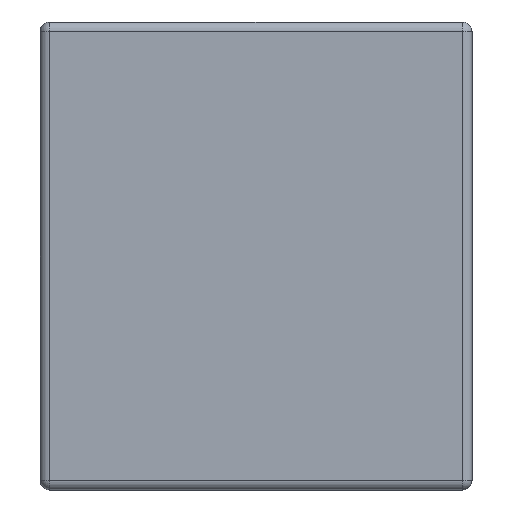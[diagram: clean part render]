
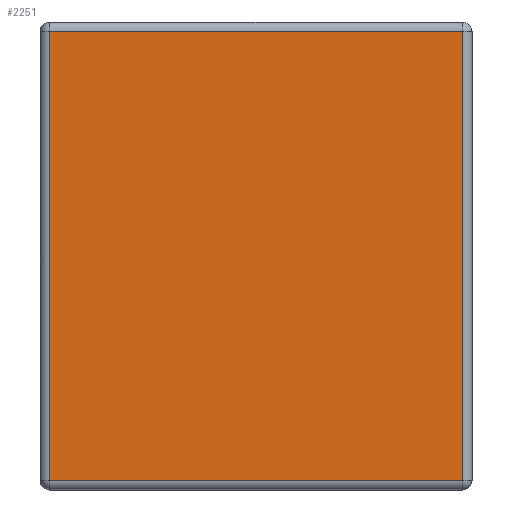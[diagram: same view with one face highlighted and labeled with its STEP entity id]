
A CAD part, left-side view. The second image highlights one B-rep face of the part: STEP entity #2251.
In plain terms, the highlighted planar face has unit normal (-1, 0, 0).
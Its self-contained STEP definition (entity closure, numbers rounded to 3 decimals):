
#98 = DIRECTION ( 'NONE',  ( 0., 0., 1. ) ) ;
#265 = DIRECTION ( 'NONE',  ( 0., 0., 1. ) ) ;
#487 = EDGE_LOOP ( 'NONE', ( #3809, #2789, #3585, #521 ) ) ;
#521 = ORIENTED_EDGE ( 'NONE', *, *, #2748, .T. ) ;
#583 = CARTESIAN_POINT ( 'NONE',  ( 0., 1.759, -1.909 ) ) ;
#631 = VERTEX_POINT ( 'NONE', #2479 ) ;
#676 = CARTESIAN_POINT ( 'NONE',  ( 0., 0.041, -1.909 ) ) ;
#768 = CARTESIAN_POINT ( 'NONE',  ( 0., 0., 0. ) ) ;
#836 = VERTEX_POINT ( 'NONE', #583 ) ;
#856 = DIRECTION ( 'NONE',  ( 0., 0., -1. ) ) ;
#1002 = VERTEX_POINT ( 'NONE', #3025 ) ;
#1037 = VECTOR ( 'NONE', #856, 1000. ) ;
#1142 = DIRECTION ( 'NONE',  ( 0., 1., 0. ) ) ;
#1288 = VERTEX_POINT ( 'NONE', #676 ) ;
#1391 = FACE_OUTER_BOUND ( 'NONE', #487, .T. ) ;
#1423 = VECTOR ( 'NONE', #1142, 1000. ) ;
#1483 = LINE ( 'NONE', #2209, #2134 ) ;
#1489 = LINE ( 'NONE', #3404, #2269 ) ;
#1512 = DIRECTION ( 'NONE',  ( -1., 0., 0. ) ) ;
#1583 = DIRECTION ( 'NONE',  ( 0., -1., 0. ) ) ;
#2134 = VECTOR ( 'NONE', #265, 1000. ) ;
#2209 = CARTESIAN_POINT ( 'NONE',  ( 0., 0.041, 0. ) ) ;
#2251 = ADVANCED_FACE ( 'NONE', ( #1391 ), #4320, .T. ) ;
#2269 = VECTOR ( 'NONE', #1583, 1000. ) ;
#2352 = EDGE_CURVE ( 'NONE', #836, #1288, #1489, .T. ) ;
#2479 = CARTESIAN_POINT ( 'NONE',  ( 0., 0.041, -0.041 ) ) ;
#2613 = EDGE_CURVE ( 'NONE', #631, #1002, #4492, .T. ) ;
#2748 = EDGE_CURVE ( 'NONE', #1002, #836, #4212, .T. ) ;
#2789 = ORIENTED_EDGE ( 'NONE', *, *, #3733, .T. ) ;
#2951 = AXIS2_PLACEMENT_3D ( 'NONE', #768, #1512, #98 ) ;
#3025 = CARTESIAN_POINT ( 'NONE',  ( 0., 1.759, -0.041 ) ) ;
#3309 = CARTESIAN_POINT ( 'NONE',  ( 0., 1.8, -0.041 ) ) ;
#3404 = CARTESIAN_POINT ( 'NONE',  ( 0., 0., -1.909 ) ) ;
#3585 = ORIENTED_EDGE ( 'NONE', *, *, #2613, .T. ) ;
#3733 = EDGE_CURVE ( 'NONE', #1288, #631, #1483, .T. ) ;
#3809 = ORIENTED_EDGE ( 'NONE', *, *, #2352, .T. ) ;
#4182 = CARTESIAN_POINT ( 'NONE',  ( 0., 1.759, -1.95 ) ) ;
#4212 = LINE ( 'NONE', #4182, #1037 ) ;
#4320 = PLANE ( 'NONE',  #2951 ) ;
#4492 = LINE ( 'NONE', #3309, #1423 ) ;
